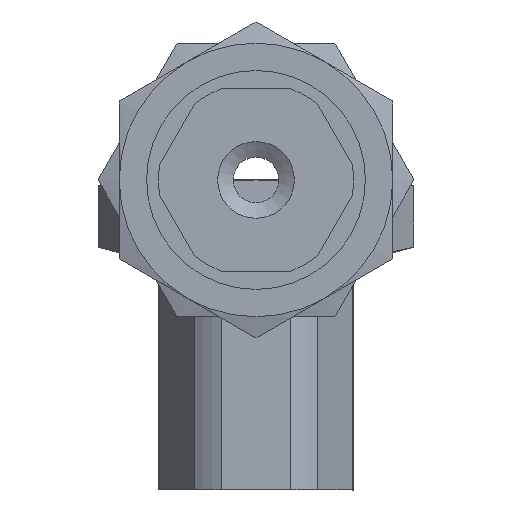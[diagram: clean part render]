
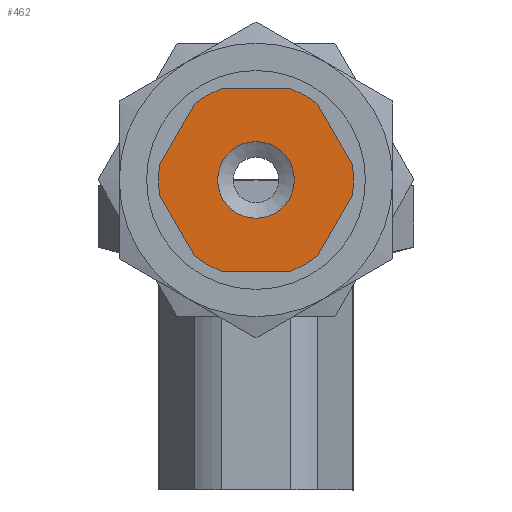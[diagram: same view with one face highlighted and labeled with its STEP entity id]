
A CAD part, front view. The second image highlights one B-rep face of the part: STEP entity #462.
In plain terms, the highlighted planar face has unit normal (0, -1, 0).
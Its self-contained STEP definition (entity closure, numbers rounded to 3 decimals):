
#462 = ADVANCED_FACE( '    NONE', ( #741, #742 ), #743, .T. );
#741 = FACE_BOUND( '', #914, .T. );
#742 = FACE_OUTER_BOUND( '', #915, .T. );
#743 = PLANE( '', #916 );
#914 = EDGE_LOOP( '', ( #1304 ) );
#915 = EDGE_LOOP( '', ( #1305, #1306, #1307, #1308, #1309, #1310, #1311, #1312, #1313, #1314, #1315, #1316 ) );
#916 = AXIS2_PLACEMENT_3D( '', #1317, #1318, #1319 );
#1304 = ORIENTED_EDGE( '', *, *, #1537, .T. );
#1305 = ORIENTED_EDGE( '', *, *, #1561, .F. );
#1306 = ORIENTED_EDGE( '', *, *, #1569, .F. );
#1307 = ORIENTED_EDGE( '', *, *, #1577, .F. );
#1308 = ORIENTED_EDGE( '', *, *, #1578, .T. );
#1309 = ORIENTED_EDGE( '', *, *, #1574, .F. );
#1310 = ORIENTED_EDGE( '', *, *, #1567, .T. );
#1311 = ORIENTED_EDGE( '', *, *, #1573, .F. );
#1312 = ORIENTED_EDGE( '', *, *, #1565, .T. );
#1313 = ORIENTED_EDGE( '', *, *, #1571, .F. );
#1314 = ORIENTED_EDGE( '', *, *, #1540, .T. );
#1315 = ORIENTED_EDGE( '', *, *, #1544, .F. );
#1316 = ORIENTED_EDGE( '', *, *, #1572, .F. );
#1317 = CARTESIAN_POINT( '', ( -5.414, -85.5, 5. ) );
#1318 = DIRECTION( '', ( 0., -1., 0. ) );
#1319 = DIRECTION( '', ( 0., 0., -1. ) );
#1537 = EDGE_CURVE( '', #1711, #1711, #1712, .T. );
#1540 = EDGE_CURVE( '', #1718, #1716, #1719, .F. );
#1544 = EDGE_CURVE( '', #1723, #1716, #1725, .T. );
#1561 = EDGE_CURVE( '', #1755, #1757, #1758, .T. );
#1565 = EDGE_CURVE( '', #1760, #1762, #1764, .F. );
#1567 = EDGE_CURVE( '', #1767, #1765, #1768, .F. );
#1569 = EDGE_CURVE( '', #1770, #1755, #1771, .T. );
#1571 = EDGE_CURVE( '', #1718, #1762, #1773, .T. );
#1572 = EDGE_CURVE( '', #1757, #1723, #1774, .T. );
#1573 = EDGE_CURVE( '', #1760, #1765, #1775, .F. );
#1574 = EDGE_CURVE( '', #1767, #1776, #1777, .T. );
#1577 = EDGE_CURVE( '', #1779, #1770, #1781, .T. );
#1578 = EDGE_CURVE( '', #1779, #1776, #1782, .F. );
#1711 = VERTEX_POINT( '', #1891 );
#1712 = CIRCLE( '', #1892, 2.1 );
#1716 = VERTEX_POINT( '', #1896 );
#1718 = VERTEX_POINT( '', #1899 );
#1719 = CIRCLE( '', #1900, 5.35 );
#1723 = VERTEX_POINT( '', #1906 );
#1725 = LINE( '', #1909, #1910 );
#1755 = VERTEX_POINT( '', #1945 );
#1757 = VERTEX_POINT( '', #1948 );
#1758 = LINE( '', #1949, #1950 );
#1760 = VERTEX_POINT( '', #1953 );
#1762 = VERTEX_POINT( '', #1956 );
#1764 = CIRCLE( '', #1959, 5.35 );
#1765 = VERTEX_POINT( '', #1960 );
#1767 = VERTEX_POINT( '', #1963 );
#1768 = CIRCLE( '', #1964, 5.35 );
#1770 = VERTEX_POINT( '', #1967 );
#1771 = CIRCLE( '', #1968, 5.35 );
#1773 = LINE( '', #1971, #1972 );
#1774 = CIRCLE( '', #1973, 5.35 );
#1775 = LINE( '', #1974, #1975 );
#1776 = VERTEX_POINT( '', #1976 );
#1777 = LINE( '', #1977, #1978 );
#1779 = VERTEX_POINT( '', #1981 );
#1781 = LINE( '', #1984, #1985 );
#1782 = CIRCLE( '', #1986, 5.35 );
#1891 = CARTESIAN_POINT( '', ( 0., -85.5, 2.1 ) );
#1892 = AXIS2_PLACEMENT_3D( '', #2083, #2084, #2085 );
#1896 = CARTESIAN_POINT( '', ( -1.903, -85.5, -5. ) );
#1899 = CARTESIAN_POINT( '', ( -3.378, -85.5, -4.148 ) );
#1900 = AXIS2_PLACEMENT_3D( '', #2090, #2091, #2092 );
#1906 = CARTESIAN_POINT( '', ( 1.903, -85.5, -5. ) );
#1909 = CARTESIAN_POINT( '', ( 1.903, -85.5, -5. ) );
#1910 = VECTOR( '', #2096, 1000. );
#1945 = CARTESIAN_POINT( '', ( 5.282, -85.5, -0.852 ) );
#1948 = CARTESIAN_POINT( '', ( 3.378, -85.5, -4.148 ) );
#1949 = CARTESIAN_POINT( '', ( 5.282, -85.5, -0.852 ) );
#1950 = VECTOR( '', #2133, 1000. );
#1953 = CARTESIAN_POINT( '', ( -5.282, -85.5, 0.852 ) );
#1956 = CARTESIAN_POINT( '', ( -5.282, -85.5, -0.852 ) );
#1959 = AXIS2_PLACEMENT_3D( '', #2137, #2138, #2139 );
#1960 = CARTESIAN_POINT( '', ( -3.378, -85.5, 4.148 ) );
#1963 = CARTESIAN_POINT( '', ( -1.903, -85.5, 5. ) );
#1964 = AXIS2_PLACEMENT_3D( '', #2141, #2142, #2143 );
#1967 = CARTESIAN_POINT( '', ( 5.282, -85.5, 0.852 ) );
#1968 = AXIS2_PLACEMENT_3D( '', #2145, #2146, #2147 );
#1971 = CARTESIAN_POINT( '', ( -3.378, -85.5, -4.148 ) );
#1972 = VECTOR( '', #2149, 1000. );
#1973 = AXIS2_PLACEMENT_3D( '', #2150, #2151, #2152 );
#1974 = CARTESIAN_POINT( '', ( -3.378, -85.5, 4.148 ) );
#1975 = VECTOR( '', #2153, 1000. );
#1976 = CARTESIAN_POINT( '', ( 1.903, -85.5, 5. ) );
#1977 = CARTESIAN_POINT( '', ( -1.903, -85.5, 5. ) );
#1978 = VECTOR( '', #2154, 1000. );
#1981 = CARTESIAN_POINT( '', ( 3.378, -85.5, 4.148 ) );
#1984 = CARTESIAN_POINT( '', ( 3.378, -85.5, 4.148 ) );
#1985 = VECTOR( '', #2157, 1000. );
#1986 = AXIS2_PLACEMENT_3D( '', #2158, #2159, #2160 );
#2083 = CARTESIAN_POINT( '', ( 0., -85.5, 0. ) );
#2084 = DIRECTION( '', ( 0., 1., 0. ) );
#2085 = DIRECTION( '', ( 0., 0., 1. ) );
#2090 = CARTESIAN_POINT( '', ( 0., -85.5, 0. ) );
#2091 = DIRECTION( '', ( 0., 1., 0. ) );
#2092 = DIRECTION( '', ( 0., 0., 1. ) );
#2096 = DIRECTION( '', ( -1., 0., 0. ) );
#2133 = DIRECTION( '', ( -0.5, 0., -0.866 ) );
#2137 = CARTESIAN_POINT( '', ( 0., -85.5, 0. ) );
#2138 = DIRECTION( '', ( 0., 1., 0. ) );
#2139 = DIRECTION( '', ( -1., 0., 0. ) );
#2141 = CARTESIAN_POINT( '', ( 0., -85.5, 0. ) );
#2142 = DIRECTION( '', ( 0., 1., 0. ) );
#2143 = DIRECTION( '', ( 0., 0., 1. ) );
#2145 = CARTESIAN_POINT( '', ( 0., -85.5, 0. ) );
#2146 = DIRECTION( '', ( 0., 1., 0. ) );
#2147 = DIRECTION( '', ( -1., 0., 0. ) );
#2149 = DIRECTION( '', ( -0.5, 0., 0.866 ) );
#2150 = CARTESIAN_POINT( '', ( 0., -85.5, 0. ) );
#2151 = DIRECTION( '', ( 0., 1., 0. ) );
#2152 = DIRECTION( '', ( 0., 0., 1. ) );
#2153 = DIRECTION( '', ( -0.5, 0., -0.866 ) );
#2154 = DIRECTION( '', ( 1., 0., 0. ) );
#2157 = DIRECTION( '', ( 0.5, 0., -0.866 ) );
#2158 = CARTESIAN_POINT( '', ( 0., -85.5, 0. ) );
#2159 = DIRECTION( '', ( 0., 1., 0. ) );
#2160 = DIRECTION( '', ( 0., 0., 1. ) );
